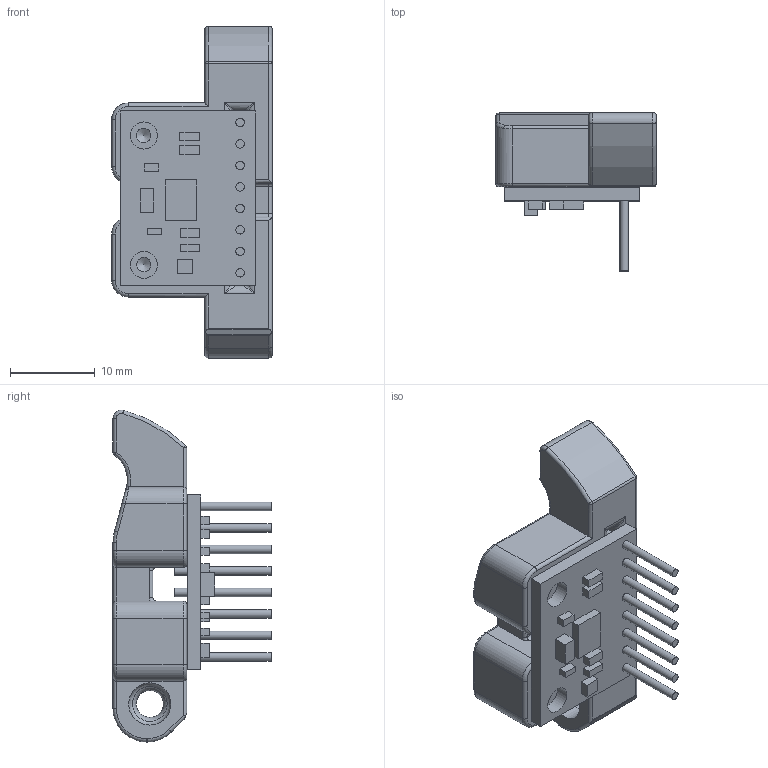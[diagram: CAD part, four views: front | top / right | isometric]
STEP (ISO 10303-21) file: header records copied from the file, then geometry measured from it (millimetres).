
FILE_DESCRIPTION(/* description */ (''),/* implementation_level */ '2;1');
FILE_NAME(/* name */ 'Galileo adxl mount v26.step',/* time_stamp */ '2021-08-17T11:56:09-06:00',/* author */ (''),/* organization */ (''),/* preprocessor_version */ 'ST-DEVELOPER v18.1',/* originating_system */ 'Autodesk Translation Framework v10.9.0.1377',/* authorisation */ '');
FILE_SCHEMA (('AUTOMOTIVE_DESIGN { 1 0 10303 214 3 1 1 }'));
Length unit declared in the file: millimetre
Products named in the file (4): Galileo adxl mount; galileo adxl-mount; ADXL345; Component1
Assembly tree (3 placements, depth 4):
  Galileo adxl mount
    galileo adxl-mount
      ADXL345
        Component1
Bounding box: 19 x 18.7 x 39.29 mm (x, y, z)
Volume: 4507.2 mm3; surface area: 3615.2 mm2
Topology: 19 solids, 19 shells, 246 faces, 532 edges, 320 vertices
Faces by surface type: plane 104, cylinder 91, torus 34, sphere 8, bspline 6, cone 3
Full cylindrical faces by diameter (mm): 1 x16, 1.7 x2, 3.2 x3, 4.7 x1, 5 x1
Entity records: 6936 total; most frequent: CARTESIAN_POINT 1310, DIRECTION 1234, ORIENTED_EDGE 1052, EDGE_CURVE 526, AXIS2_PLACEMENT_3D 474, VERTEX_POINT 320, LINE 286, VECTOR 286
